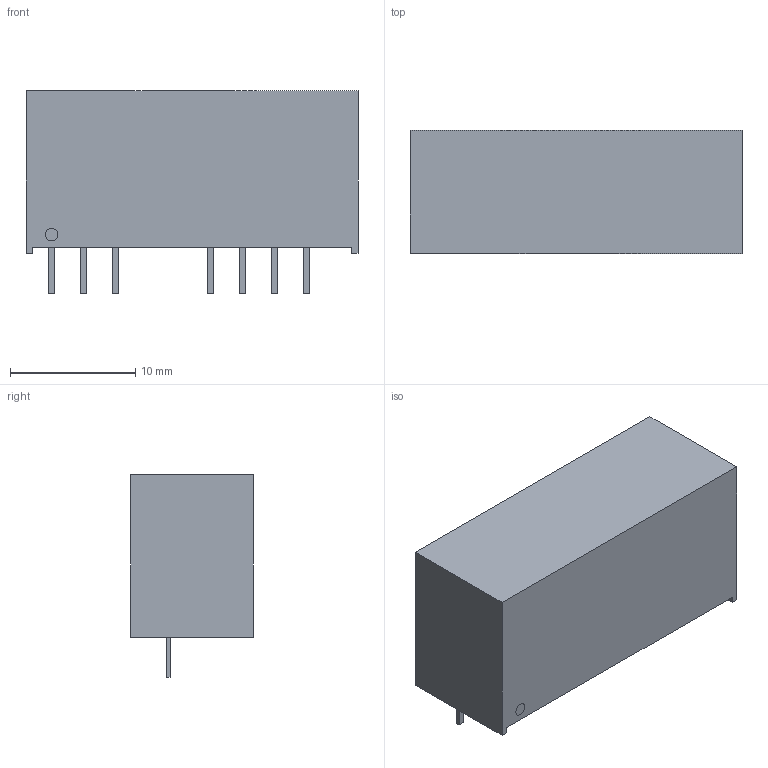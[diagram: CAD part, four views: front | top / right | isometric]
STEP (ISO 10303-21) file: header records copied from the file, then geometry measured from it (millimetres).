
FILE_DESCRIPTION((''),'2;1');
FILE_NAME('DCDC_TRACO_TMR2WI.stp','2012-06-20T11:25:49',(''),(''),'Mechanical Desktop 2011','Mechanical Desktop 2011',', , ');
FILE_SCHEMA(('AUTOMOTIVE_DESIGN { 1 2 10303 214 1 1 1 1 }'));
Length unit declared in the file: millimetre
Products named in the file (1): Product
Bounding box: 26.5 x 9.8 x 16.2 mm (x, y, z)
Volume: 3255 mm3; surface area: 1493.2 mm2
Topology: 9 solids, 9 shells, 59 faces, 120 edges, 80 vertices
Faces by surface type: bspline 45, plane 10, cylinder 4
Entity records: 1573 total; most frequent: CARTESIAN_POINT 395, ORIENTED_EDGE 240, DIRECTION 158, EDGE_CURVE 120, VECTOR 112, LINE 112, VERTEX_POINT 80, EDGE_LOOP 60
